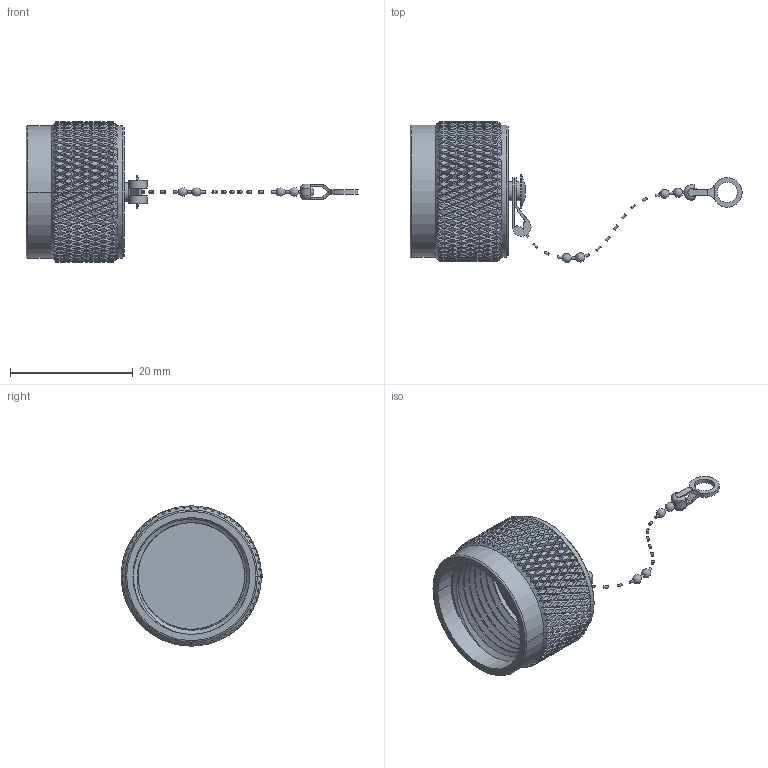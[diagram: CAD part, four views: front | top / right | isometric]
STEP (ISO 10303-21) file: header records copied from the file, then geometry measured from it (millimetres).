
FILE_DESCRIPTION (( 'STEP AP203' ), '1' );
FILE_NAME ('PE6059_3D.step', '2020-05-27T17:42:59', ( '' ), ( '' ), 'SwSTEP 2.0', 'SolidWorks 2018', '' );
FILE_SCHEMA (( 'CONFIG_CONTROL_DESIGN' ));
Products named in the file (1): PE6059_3D
Bounding box: 54.18 x 23.09 x 22.86 mm (x, y, z)
Volume: 2882 mm3; surface area: 3767.9 mm2
Topology: 12 solids, 12 shells, 2550 faces, 5445 edges, 2920 vertices
Faces by surface type: bspline 1971, cylinder 520, plane 49, cone 8, torus 2
Full cylindrical faces by diameter (mm): 3.109 x3, 3.302 x1, 5.455 x1, 21.59 x1
Entity records: 99668 total; most frequent: CARTESIAN_POINT 66782, ORIENTED_EDGE 10822, EDGE_CURVE 5411, VERTEX_POINT 2915, EDGE_LOOP 2592, FACE_OUTER_BOUND 2553, ADVANCED_FACE 2538, B_SPLINE_CURVE_WITH_KNOTS 2213
